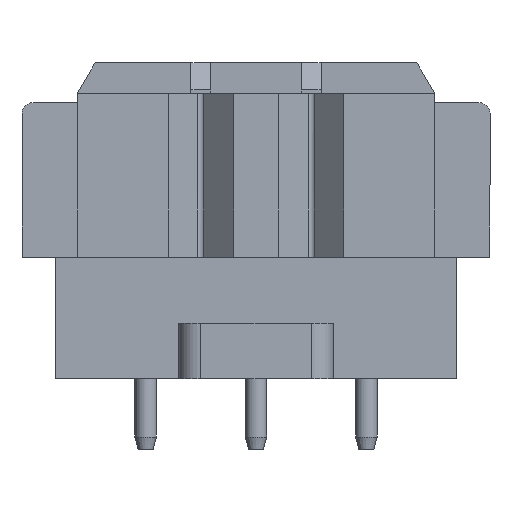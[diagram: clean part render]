
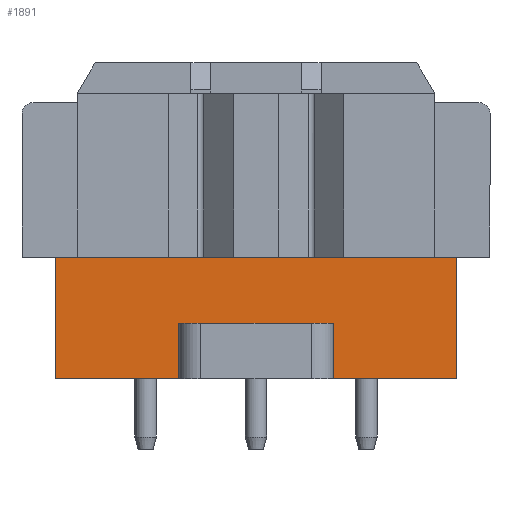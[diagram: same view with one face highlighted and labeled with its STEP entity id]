
A CAD part, left-side view. The second image highlights one B-rep face of the part: STEP entity #1891.
In plain terms, the highlighted planar face has unit normal (-1, 0, 0).
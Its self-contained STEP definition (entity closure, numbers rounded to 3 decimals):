
#1846=AXIS2_PLACEMENT_3D('Plane Axis2P3D',#1843,#1844,#1845) ;
#684=CARTESIAN_POINT('Vertex',(7.,19.7,8.7)) ;
#687=CARTESIAN_POINT('Line Origine',(7.,10.6,8.7)) ;
#691=CARTESIAN_POINT('Vertex',(7.,1.5,8.7)) ;
#1642=CARTESIAN_POINT('Line Origine',(7.,1.5,5.95)) ;
#1646=CARTESIAN_POINT('Vertex',(7.,1.5,3.2)) ;
#1759=CARTESIAN_POINT('Vertex',(7.,19.7,3.2)) ;
#1762=CARTESIAN_POINT('Line Origine',(7.,19.7,5.95)) ;
#1843=CARTESIAN_POINT('Axis2P3D Location',(7.,19.7,0.)) ;
#1848=CARTESIAN_POINT('Line Origine',(7.,4.3,3.2)) ;
#1852=CARTESIAN_POINT('Vertex',(7.,7.1,3.2)) ;
#1855=CARTESIAN_POINT('Line Origine',(7.,16.9,3.2)) ;
#1859=CARTESIAN_POINT('Vertex',(7.,14.1,3.2)) ;
#1862=CARTESIAN_POINT('Line Origine',(7.,14.1,4.45)) ;
#1866=CARTESIAN_POINT('Vertex',(7.,14.1,5.7)) ;
#1869=CARTESIAN_POINT('Line Origine',(7.,10.6,5.7)) ;
#1873=CARTESIAN_POINT('Vertex',(7.,7.1,5.7)) ;
#1876=CARTESIAN_POINT('Line Origine',(7.,7.1,4.45)) ;
#688=DIRECTION('Vector Direction',(0.,-1.,0.)) ;
#1643=DIRECTION('Vector Direction',(0.,0.,1.)) ;
#1763=DIRECTION('Vector Direction',(0.,0.,1.)) ;
#1844=DIRECTION('Axis2P3D Direction',(-1.,0.,0.)) ;
#1845=DIRECTION('Axis2P3D XDirection',(0.,-1.,0.)) ;
#1849=DIRECTION('Vector Direction',(0.,-1.,0.)) ;
#1856=DIRECTION('Vector Direction',(0.,-1.,0.)) ;
#1863=DIRECTION('Vector Direction',(0.,0.,1.)) ;
#1870=DIRECTION('Vector Direction',(0.,-1.,0.)) ;
#1877=DIRECTION('Vector Direction',(0.,0.,1.)) ;
#689=VECTOR('Line Direction',#688,1.) ;
#1644=VECTOR('Line Direction',#1643,1.) ;
#1764=VECTOR('Line Direction',#1763,1.) ;
#1850=VECTOR('Line Direction',#1849,1.) ;
#1857=VECTOR('Line Direction',#1856,1.) ;
#1864=VECTOR('Line Direction',#1863,1.) ;
#1871=VECTOR('Line Direction',#1870,1.) ;
#1878=VECTOR('Line Direction',#1877,1.) ;
#1882=ORIENTED_EDGE('',*,*,#1854,.T.) ;
#1883=ORIENTED_EDGE('',*,*,#1648,.T.) ;
#1884=ORIENTED_EDGE('',*,*,#693,.F.) ;
#1885=ORIENTED_EDGE('',*,*,#1766,.F.) ;
#1886=ORIENTED_EDGE('',*,*,#1861,.T.) ;
#1887=ORIENTED_EDGE('',*,*,#1868,.T.) ;
#1888=ORIENTED_EDGE('',*,*,#1875,.F.) ;
#1889=ORIENTED_EDGE('',*,*,#1880,.F.) ;
#1891=ADVANCED_FACE('Hauptkoerper',(#1890),#1847,.T.) ;
#693=EDGE_CURVE('',#685,#692,#690,.T.) ;
#1648=EDGE_CURVE('',#1647,#692,#1645,.T.) ;
#1766=EDGE_CURVE('',#1760,#685,#1765,.T.) ;
#1854=EDGE_CURVE('',#1853,#1647,#1851,.T.) ;
#1861=EDGE_CURVE('',#1760,#1860,#1858,.T.) ;
#1868=EDGE_CURVE('',#1860,#1867,#1865,.T.) ;
#1875=EDGE_CURVE('',#1874,#1867,#1872,.F.) ;
#1880=EDGE_CURVE('',#1853,#1874,#1879,.T.) ;
#1881=EDGE_LOOP('',(#1882,#1883,#1884,#1885,#1886,#1887,#1888,#1889)) ;
#1890=FACE_OUTER_BOUND('',#1881,.T.) ;
#690=LINE('Line',#687,#689) ;
#1645=LINE('Line',#1642,#1644) ;
#1765=LINE('Line',#1762,#1764) ;
#1851=LINE('Line',#1848,#1850) ;
#1858=LINE('Line',#1855,#1857) ;
#1865=LINE('Line',#1862,#1864) ;
#1872=LINE('Line',#1869,#1871) ;
#1879=LINE('Line',#1876,#1878) ;
#1847=PLANE('',#1846) ;
#685=VERTEX_POINT('',#684) ;
#692=VERTEX_POINT('',#691) ;
#1647=VERTEX_POINT('',#1646) ;
#1760=VERTEX_POINT('',#1759) ;
#1853=VERTEX_POINT('',#1852) ;
#1860=VERTEX_POINT('',#1859) ;
#1867=VERTEX_POINT('',#1866) ;
#1874=VERTEX_POINT('',#1873) ;
